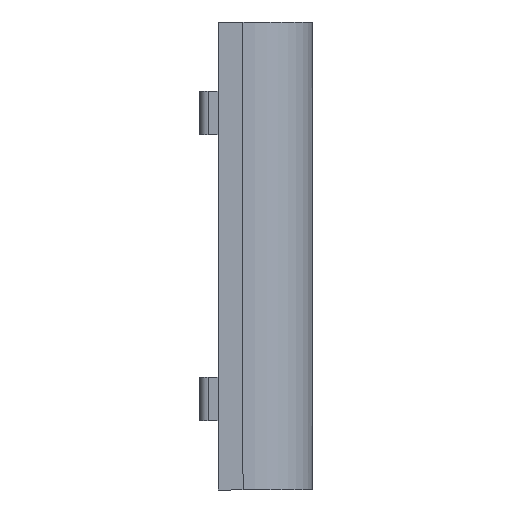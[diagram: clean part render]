
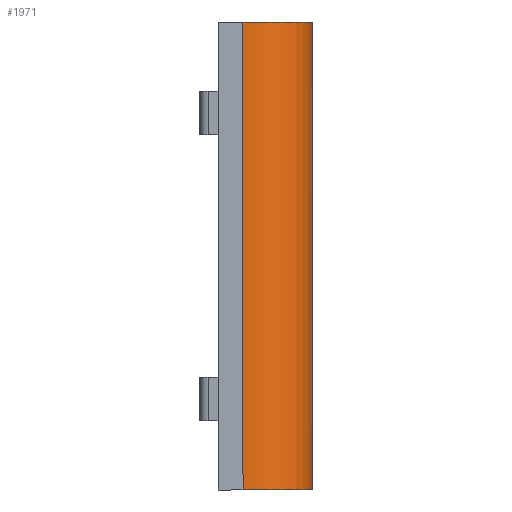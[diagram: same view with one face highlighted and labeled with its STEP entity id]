
A CAD part, left-side view. The second image highlights one B-rep face of the part: STEP entity #1971.
In plain terms, the highlighted cylindrical face has radius 8 mm (diameter 16 mm), a partial arc.
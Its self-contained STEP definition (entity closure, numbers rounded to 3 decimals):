
#68=B_SPLINE_CURVE_WITH_KNOTS('',3,(#3199,#3200,#3201,#3202,#3203,#3204,
#3205,#3206,#3207,#3208),.UNSPECIFIED.,.F.,.F.,(4,2,2,2,4),(0.,0.038,
0.075,0.113,0.138),.UNSPECIFIED.);
#70=B_SPLINE_CURVE_WITH_KNOTS('',3,(#3220,#3221,#3222,#3223,#3224,#3225,
#3226,#3227,#3228,#3229),.UNSPECIFIED.,.F.,.F.,(4,2,2,2,4),(-0.138,
-0.113,-0.075,-0.038,0.),
 .UNSPECIFIED.);
#249=FACE_OUTER_BOUND('',#383,.T.);
#383=EDGE_LOOP('',(#1797,#1798,#1799,#1800,#1801,#1802,#1803,#1804));
#449=LINE('',#2875,#663);
#461=LINE('',#2907,#675);
#575=LINE('',#3184,#789);
#596=LINE('',#3277,#810);
#663=VECTOR('',#2307,21.197);
#675=VECTOR('',#2327,20.661);
#789=VECTOR('',#2595,10.16);
#810=VECTOR('',#2654,54.);
#849=CIRCLE('',#2130,8.);
#850=CIRCLE('',#2131,8.);
#908=VERTEX_POINT('',#2872);
#909=VERTEX_POINT('',#2874);
#924=VERTEX_POINT('',#2904);
#925=VERTEX_POINT('',#2906);
#1010=VERTEX_POINT('',#3181);
#1011=VERTEX_POINT('',#3183);
#1023=VERTEX_POINT('',#3274);
#1024=VERTEX_POINT('',#3276);
#1109=EDGE_CURVE('',#909,#908,#449,.T.);
#1125=EDGE_CURVE('',#925,#924,#461,.T.);
#1258=EDGE_CURVE('',#1011,#1010,#575,.T.);
#1262=EDGE_CURVE('',#1010,#909,#68,.T.);
#1264=EDGE_CURVE('',#924,#1011,#70,.T.);
#1288=EDGE_CURVE('',#1023,#908,#849,.T.);
#1289=EDGE_CURVE('',#1024,#1023,#596,.T.);
#1290=EDGE_CURVE('',#1024,#925,#850,.T.);
#1797=ORIENTED_EDGE('',*,*,#1262,.T.);
#1798=ORIENTED_EDGE('',*,*,#1109,.T.);
#1799=ORIENTED_EDGE('',*,*,#1288,.F.);
#1800=ORIENTED_EDGE('',*,*,#1289,.F.);
#1801=ORIENTED_EDGE('',*,*,#1290,.T.);
#1802=ORIENTED_EDGE('',*,*,#1125,.T.);
#1803=ORIENTED_EDGE('',*,*,#1264,.T.);
#1804=ORIENTED_EDGE('',*,*,#1258,.T.);
#1868=CYLINDRICAL_SURFACE('',#2129,8.);
#1971=ADVANCED_FACE('',(#249),#1868,.T.);
#2129=AXIS2_PLACEMENT_3D('',#3273,#2650,#2651);
#2130=AXIS2_PLACEMENT_3D('',#3275,#2652,#2653);
#2131=AXIS2_PLACEMENT_3D('',#3278,#2655,#2656);
#2307=DIRECTION('',(0.,0.,1.));
#2327=DIRECTION('',(0.,0.,1.));
#2595=DIRECTION('',(0.,0.,1.));
#2650=DIRECTION('center_axis',(0.,0.,1.));
#2651=DIRECTION('ref_axis',(1.,0.,0.));
#2652=DIRECTION('center_axis',(0.,0.,
1.));
#2653=DIRECTION('ref_axis',(1.,0.,0.));
#2654=DIRECTION('',(0.,0.,1.));
#2655=DIRECTION('center_axis',(0.,0.,1.));
#2656=DIRECTION('ref_axis',(1.,0.,0.));
#2872=CARTESIAN_POINT('',(14.,44.57,54.));
#2874=CARTESIAN_POINT('',(14.,44.57,32.803));
#2875=CARTESIAN_POINT('',(14.,44.57,0.));
#2904=CARTESIAN_POINT('',(14.,44.57,20.661));
#2906=CARTESIAN_POINT('',(14.,44.57,0.));
#2907=CARTESIAN_POINT('',(14.,44.57,0.));
#3181=CARTESIAN_POINT('',(14.869,44.523,31.812));
#3183=CARTESIAN_POINT('',(14.869,44.523,21.652));
#3184=CARTESIAN_POINT('',(14.869,44.523,0.));
#3199=CARTESIAN_POINT('Ctrl Pts',(14.869,44.523,31.812));
#3200=CARTESIAN_POINT('Ctrl Pts',(14.869,44.523,31.938));
#3201=CARTESIAN_POINT('Ctrl Pts',(14.844,44.525,32.072));
#3202=CARTESIAN_POINT('Ctrl Pts',(14.742,44.536,32.318));
#3203=CARTESIAN_POINT('Ctrl Pts',(14.665,44.543,32.431));
#3204=CARTESIAN_POINT('Ctrl Pts',(14.488,44.556,32.608));
#3205=CARTESIAN_POINT('Ctrl Pts',(14.375,44.562,32.685));
#3206=CARTESIAN_POINT('Ctrl Pts',(14.171,44.569,32.77));
#3207=CARTESIAN_POINT('Ctrl Pts',(14.085,44.57,32.792));
#3208=CARTESIAN_POINT('Ctrl Pts',(14.,44.57,32.803));
#3220=CARTESIAN_POINT('Ctrl Pts',(14.,44.57,20.661));
#3221=CARTESIAN_POINT('Ctrl Pts',(14.085,44.57,20.672));
#3222=CARTESIAN_POINT('Ctrl Pts',(14.171,44.569,20.695));
#3223=CARTESIAN_POINT('Ctrl Pts',(14.375,44.562,20.779));
#3224=CARTESIAN_POINT('Ctrl Pts',(14.488,44.556,20.856));
#3225=CARTESIAN_POINT('Ctrl Pts',(14.665,44.543,21.034));
#3226=CARTESIAN_POINT('Ctrl Pts',(14.742,44.536,21.146));
#3227=CARTESIAN_POINT('Ctrl Pts',(14.844,44.525,21.392));
#3228=CARTESIAN_POINT('Ctrl Pts',(14.869,44.523,21.526));
#3229=CARTESIAN_POINT('Ctrl Pts',(14.869,44.523,21.652));
#3273=CARTESIAN_POINT('Origin',(14.,36.57,0.));
#3274=CARTESIAN_POINT('',(22.,36.57,54.));
#3275=CARTESIAN_POINT('Origin',(14.,36.57,54.));
#3276=CARTESIAN_POINT('',(22.,36.57,0.));
#3277=CARTESIAN_POINT('',(22.,36.57,0.));
#3278=CARTESIAN_POINT('Origin',(14.,36.57,0.));
